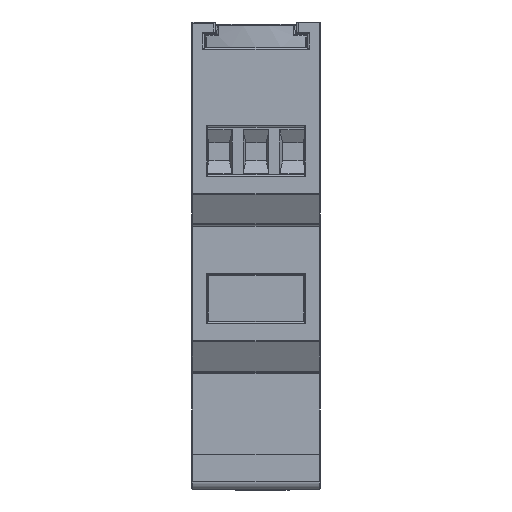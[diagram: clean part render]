
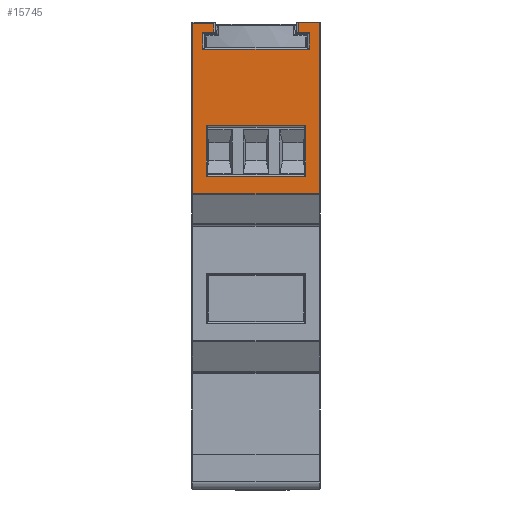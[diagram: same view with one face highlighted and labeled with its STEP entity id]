
A CAD part, left-side view. The second image highlights one B-rep face of the part: STEP entity #15745.
In plain terms, the highlighted planar face has unit normal (-1, 0, 0).
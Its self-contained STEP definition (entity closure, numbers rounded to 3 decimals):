
#3765 = AXIS2_PLACEMENT_3D ( 'NONE', #6865, #6866, #6867 ) ;
#5417 = EDGE_CURVE ( 'NONE', #19626, #19476, #21695, .T. ) ;
#5419 = EDGE_CURVE ( 'NONE', #19476, #19503, #21689, .T. ) ;
#5422 = EDGE_CURVE ( 'NONE', #19503, #19487, #21699, .T. ) ;
#5424 = EDGE_CURVE ( 'NONE', #19487, #19626, #21701, .T. ) ;
#5426 = EDGE_CURVE ( 'NONE', #19593, #19469, #21703, .T. ) ;
#5429 = EDGE_CURVE ( 'NONE', #19593, #19649, #21697, .T. ) ;
#5431 = EDGE_CURVE ( 'NONE', #19649, #19605, #21705, .T. ) ;
#5433 = EDGE_CURVE ( 'NONE', #19605, #19602, #21709, .T. ) ;
#5436 = EDGE_CURVE ( 'NONE', #19602, #19464, #21711, .T. ) ;
#5438 = EDGE_CURVE ( 'NONE', #19464, #19463, #21713, .T. ) ;
#5440 = EDGE_CURVE ( 'NONE', #19463, #19460, #21715, .T. ) ;
#5443 = EDGE_CURVE ( 'NONE', #19460, #19459, #21717, .T. ) ;
#5445 = EDGE_CURVE ( 'NONE', #19459, #19457, #21719, .T. ) ;
#5447 = EDGE_CURVE ( 'NONE', #19457, #19456, #21721, .T. ) ;
#5450 = EDGE_CURVE ( 'NONE', #19456, #19636, #21723, .T. ) ;
#5452 = EDGE_CURVE ( 'NONE', #19636, #19469, #21725, .T. ) ;
#6858 = PLANE ( 'NONE',  #3765 ) ;
#6865 = CARTESIAN_POINT ( 'NONE',  ( -45., 8.75, 0. ) ) ;
#6866 = DIRECTION ( 'NONE',  ( 1., 0., 0. ) ) ;
#6867 = DIRECTION ( 'NONE',  ( 0., 0., -1. ) ) ;
#7509 = FACE_BOUND ( 'NONE', #12172, .T. ) ;
#7513 = FACE_OUTER_BOUND ( 'NONE', #12180, .T. ) ;
#12172 = EDGE_LOOP ( 'NONE', ( #19325, #19364, #19322, #19323 ) ) ;
#12180 = EDGE_LOOP ( 'NONE', ( #19324, #19311, #19328, #19329, #19330, #19337, #19332, #19335, #19336, #19327, #19340, #19341 ) ) ;
#13265 = CARTESIAN_POINT ( 'NONE',  ( -45., 8.75, -19.781 ) ) ;
#13283 = DIRECTION ( 'NONE',  ( 0., 0., -1. ) ) ;
#13284 = DIRECTION ( 'NONE',  ( 0., 0., 1. ) ) ;
#13297 = DIRECTION ( 'NONE',  ( 0., 0., 1. ) ) ;
#13298 = CARTESIAN_POINT ( 'NONE',  ( -45., -8.55, 0. ) ) ;
#13299 = DIRECTION ( 'NONE',  ( 0., -1., 0. ) ) ;
#13300 = CARTESIAN_POINT ( 'NONE',  ( -45., 8.55, -19.833 ) ) ;
#13301 = DIRECTION ( 'NONE',  ( 0., 1., 0. ) ) ;
#13302 = CARTESIAN_POINT ( 'NONE',  ( -45., 8.75, 3.3 ) ) ;
#13304 = DIRECTION ( 'NONE',  ( 0., 1., 0. ) ) ;
#13305 = CARTESIAN_POINT ( 'NONE',  ( -45., 8.75, -0.2 ) ) ;
#13363 = DIRECTION ( 'NONE',  ( 0., 0., 1. ) ) ;
#13364 = DIRECTION ( 'NONE',  ( 0., 1., 0. ) ) ;
#13365 = CARTESIAN_POINT ( 'NONE',  ( -45., -6.55, -10.6 ) ) ;
#13374 = CARTESIAN_POINT ( 'NONE',  ( -45., 6.75, -10.8 ) ) ;
#13376 = CARTESIAN_POINT ( 'NONE',  ( -45., 6.55, -17.4 ) ) ;
#13379 = DIRECTION ( 'NONE',  ( 0., -1., 0. ) ) ;
#13385 = DIRECTION ( 'NONE',  ( 0., -1., 0. ) ) ;
#13386 = CARTESIAN_POINT ( 'NONE',  ( -45., 8.75, 3.5 ) ) ;
#13387 = CARTESIAN_POINT ( 'NONE',  ( -45., -7.2, 0. ) ) ;
#13388 = CARTESIAN_POINT ( 'NONE',  ( -45., -6.75, -17.2 ) ) ;
#13389 = DIRECTION ( 'NONE',  ( 0., 0., -1. ) ) ;
#13390 = CARTESIAN_POINT ( 'NONE',  ( -45., 7.2, 0. ) ) ;
#13391 = DIRECTION ( 'NONE',  ( 0., 0., -1. ) ) ;
#13392 = CARTESIAN_POINT ( 'NONE',  ( -45., 8.75, 2.1 ) ) ;
#13393 = CARTESIAN_POINT ( 'NONE',  ( -45., -5.7, 0. ) ) ;
#13394 = DIRECTION ( 'NONE',  ( 0., -1., 0. ) ) ;
#13395 = DIRECTION ( 'NONE',  ( 0., 0., -1. ) ) ;
#13397 = CARTESIAN_POINT ( 'NONE',  ( -45., 8.75, 2.1 ) ) ;
#13400 = DIRECTION ( 'NONE',  ( 0., -1., 0. ) ) ;
#13402 = CARTESIAN_POINT ( 'NONE',  ( -45., 5.7, 0. ) ) ;
#13403 = DIRECTION ( 'NONE',  ( 0., 0., 1. ) ) ;
#15745 = ADVANCED_FACE ( 'NONE', ( #7509, #7513 ), #6858, .F. ) ;
#19311 = ORIENTED_EDGE ( 'NONE', *, *, #5429, .T. ) ;
#19322 = ORIENTED_EDGE ( 'NONE', *, *, #5422, .T. ) ;
#19323 = ORIENTED_EDGE ( 'NONE', *, *, #5424, .T. ) ;
#19324 = ORIENTED_EDGE ( 'NONE', *, *, #5426, .F. ) ;
#19325 = ORIENTED_EDGE ( 'NONE', *, *, #5417, .T. ) ;
#19327 = ORIENTED_EDGE ( 'NONE', *, *, #5447, .T. ) ;
#19328 = ORIENTED_EDGE ( 'NONE', *, *, #5431, .T. ) ;
#19329 = ORIENTED_EDGE ( 'NONE', *, *, #5433, .T. ) ;
#19330 = ORIENTED_EDGE ( 'NONE', *, *, #5436, .T. ) ;
#19332 = ORIENTED_EDGE ( 'NONE', *, *, #5440, .T. ) ;
#19335 = ORIENTED_EDGE ( 'NONE', *, *, #5443, .T. ) ;
#19336 = ORIENTED_EDGE ( 'NONE', *, *, #5445, .T. ) ;
#19337 = ORIENTED_EDGE ( 'NONE', *, *, #5438, .T. ) ;
#19340 = ORIENTED_EDGE ( 'NONE', *, *, #5450, .T. ) ;
#19341 = ORIENTED_EDGE ( 'NONE', *, *, #5452, .T. ) ;
#19364 = ORIENTED_EDGE ( 'NONE', *, *, #5419, .T. ) ;
#19456 = VERTEX_POINT ( 'NONE', #24631 ) ;
#19457 = VERTEX_POINT ( 'NONE', #24632 ) ;
#19459 = VERTEX_POINT ( 'NONE', #24634 ) ;
#19460 = VERTEX_POINT ( 'NONE', #24635 ) ;
#19463 = VERTEX_POINT ( 'NONE', #24638 ) ;
#19464 = VERTEX_POINT ( 'NONE', #24639 ) ;
#19469 = VERTEX_POINT ( 'NONE', #24644 ) ;
#19476 = VERTEX_POINT ( 'NONE', #24651 ) ;
#19487 = VERTEX_POINT ( 'NONE', #24662 ) ;
#19503 = VERTEX_POINT ( 'NONE', #24678 ) ;
#19593 = VERTEX_POINT ( 'NONE', #24768 ) ;
#19602 = VERTEX_POINT ( 'NONE', #24777 ) ;
#19605 = VERTEX_POINT ( 'NONE', #24780 ) ;
#19626 = VERTEX_POINT ( 'NONE', #24801 ) ;
#19636 = VERTEX_POINT ( 'NONE', #24811 ) ;
#19649 = VERTEX_POINT ( 'NONE', #24824 ) ;
#21689 = LINE ( 'NONE', #13374, #21700 ) ;
#21695 = LINE ( 'NONE', #13376, #21698 ) ;
#21697 = LINE ( 'NONE', #13393, #21708 ) ;
#21698 = VECTOR ( 'NONE', #13364, 1000. ) ;
#21699 = LINE ( 'NONE', #13365, #21702 ) ;
#21700 = VECTOR ( 'NONE', #13363, 1000. ) ;
#21701 = LINE ( 'NONE', #13388, #21704 ) ;
#21702 = VECTOR ( 'NONE', #13379, 1000. ) ;
#21703 = LINE ( 'NONE', #13386, #21706 ) ;
#21704 = VECTOR ( 'NONE', #13391, 1000. ) ;
#21705 = LINE ( 'NONE', #13397, #21710 ) ;
#21706 = VECTOR ( 'NONE', #13385, 1000. ) ;
#21708 = VECTOR ( 'NONE', #13395, 1000. ) ;
#21709 = LINE ( 'NONE', #13387, #21712 ) ;
#21710 = VECTOR ( 'NONE', #13400, 1000. ) ;
#21711 = LINE ( 'NONE', #13305, #21714 ) ;
#21712 = VECTOR ( 'NONE', #13389, 1000. ) ;
#21713 = LINE ( 'NONE', #13390, #21716 ) ;
#21714 = VECTOR ( 'NONE', #13304, 1000. ) ;
#21715 = LINE ( 'NONE', #13392, #21718 ) ;
#21716 = VECTOR ( 'NONE', #13403, 1000. ) ;
#21717 = LINE ( 'NONE', #13402, #21720 ) ;
#21718 = VECTOR ( 'NONE', #13394, 1000. ) ;
#21719 = LINE ( 'NONE', #13302, #21722 ) ;
#21720 = VECTOR ( 'NONE', #13284, 1000. ) ;
#21721 = LINE ( 'NONE', #13300, #21724 ) ;
#21722 = VECTOR ( 'NONE', #13301, 1000. ) ;
#21723 = LINE ( 'NONE', #13265, #21726 ) ;
#21724 = VECTOR ( 'NONE', #13283, 1000. ) ;
#21725 = LINE ( 'NONE', #13298, #21728 ) ;
#21726 = VECTOR ( 'NONE', #13299, 1000. ) ;
#21728 = VECTOR ( 'NONE', #13297, 1000. ) ;
#24631 = CARTESIAN_POINT ( 'NONE',  ( -45., 8.55, -19.781 ) ) ;
#24632 = CARTESIAN_POINT ( 'NONE',  ( -45., 8.55, 3.3 ) ) ;
#24634 = CARTESIAN_POINT ( 'NONE',  ( -45., 5.7, 3.3 ) ) ;
#24635 = CARTESIAN_POINT ( 'NONE',  ( -45., 5.7, 2.1 ) ) ;
#24638 = CARTESIAN_POINT ( 'NONE',  ( -45., 7.2, 2.1 ) ) ;
#24639 = CARTESIAN_POINT ( 'NONE',  ( -45., 7.2, -0.2 ) ) ;
#24644 = CARTESIAN_POINT ( 'NONE',  ( -45., -8.55, 3.5 ) ) ;
#24651 = CARTESIAN_POINT ( 'NONE',  ( -45., 6.75, -17.4 ) ) ;
#24662 = CARTESIAN_POINT ( 'NONE',  ( -45., -6.75, -10.6 ) ) ;
#24678 = CARTESIAN_POINT ( 'NONE',  ( -45., 6.75, -10.6 ) ) ;
#24768 = CARTESIAN_POINT ( 'NONE',  ( -45., -5.7, 3.5 ) ) ;
#24777 = CARTESIAN_POINT ( 'NONE',  ( -45., -7.2, -0.2 ) ) ;
#24780 = CARTESIAN_POINT ( 'NONE',  ( -45., -7.2, 2.1 ) ) ;
#24801 = CARTESIAN_POINT ( 'NONE',  ( -45., -6.75, -17.4 ) ) ;
#24811 = CARTESIAN_POINT ( 'NONE',  ( -45., -8.55, -19.781 ) ) ;
#24824 = CARTESIAN_POINT ( 'NONE',  ( -45., -5.7, 2.1 ) ) ;
